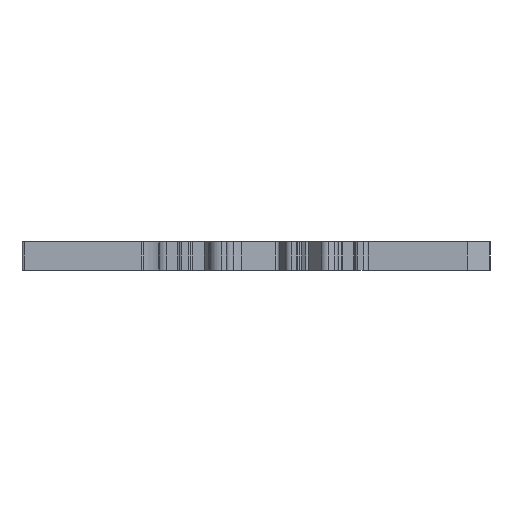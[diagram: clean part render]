
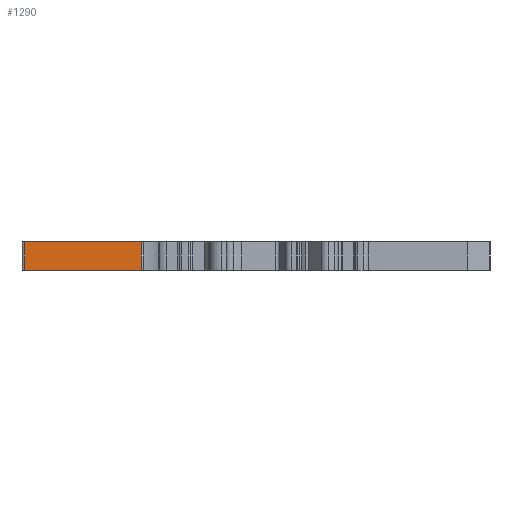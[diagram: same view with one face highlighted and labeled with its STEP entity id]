
A CAD part, front view. The second image highlights one B-rep face of the part: STEP entity #1290.
In plain terms, the highlighted planar face has unit normal (0, -1, 0).
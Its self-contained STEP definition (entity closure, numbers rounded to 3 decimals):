
#902=B_SPLINE_CURVE_WITH_KNOTS('',3,(#19077,#19078,#19079,#19080),.UNSPECIFIED.,
 .F.,.F.,(4,4),(0.,1.),.UNSPECIFIED.);
#1290=ADVANCED_FACE('',(#2331),#1854,.F.);
#1854=PLANE('',#12600);
#2331=FACE_OUTER_BOUND('',#2944,.T.);
#2944=EDGE_LOOP('',(#5019,#5020,#5021,#5022));
#5019=ORIENTED_EDGE('',*,*,#9366,.T.);
#5020=ORIENTED_EDGE('',*,*,#8254,.T.);
#5021=ORIENTED_EDGE('',*,*,#9368,.F.);
#5022=ORIENTED_EDGE('',*,*,#9369,.F.);
#7033=VERTEX_POINT('',#16206);
#7034=VERTEX_POINT('',#16208);
#7867=VERTEX_POINT('',#19081);
#7868=VERTEX_POINT('',#19085);
#8254=EDGE_CURVE('',#7034,#7033,#10010,.T.);
#9366=EDGE_CURVE('',#7867,#7034,#902,.T.);
#9368=EDGE_CURVE('',#7868,#7033,#10761,.T.);
#9369=EDGE_CURVE('',#7867,#7868,#10762,.T.);
#10010=LINE('',#16207,#11187);
#10761=LINE('',#19084,#11938);
#10762=LINE('',#19086,#11939);
#11187=VECTOR('',#13277,1.);
#11938=VECTOR('',#14776,1.);
#11939=VECTOR('',#14777,1.);
#12600=AXIS2_PLACEMENT_3D('',#19087,#14778,#14779);
#13277=DIRECTION('',(1.,0.,0.));
#14776=DIRECTION('',(0.,0.,-1.));
#14777=DIRECTION('',(1.,0.,0.));
#14778=DIRECTION('',(0.,1.,0.));
#14779=DIRECTION('',(-1.,0.,0.));
#16206=CARTESIAN_POINT('',(22.848,17.35,0.));
#16207=CARTESIAN_POINT('',(1.694,17.35,0.));
#16208=CARTESIAN_POINT('',(1.697,17.35,0.));
#19077=CARTESIAN_POINT('',(1.697,17.35,5.08));
#19078=CARTESIAN_POINT('',(1.697,17.35,3.387));
#19079=CARTESIAN_POINT('',(1.697,17.35,1.693));
#19080=CARTESIAN_POINT('',(1.697,17.35,0.));
#19081=CARTESIAN_POINT('',(1.697,17.35,5.08));
#19084=CARTESIAN_POINT('',(22.85,17.35,0.58));
#19085=CARTESIAN_POINT('',(22.85,17.35,5.08));
#19086=CARTESIAN_POINT('',(1.694,17.35,5.08));
#19087=CARTESIAN_POINT('',(1.694,17.35,5.08));
